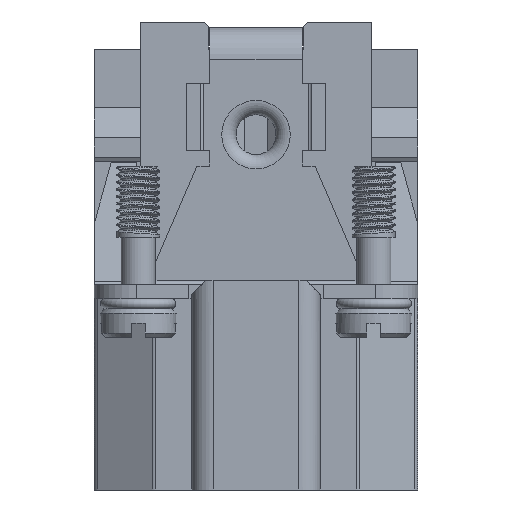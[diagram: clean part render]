
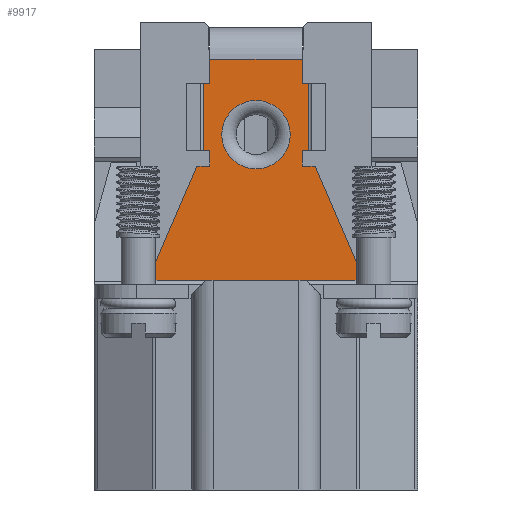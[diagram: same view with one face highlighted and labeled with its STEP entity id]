
A CAD part, left-side view. The second image highlights one B-rep face of the part: STEP entity #9917.
In plain terms, the highlighted planar face has unit normal (-1, 0, 0).
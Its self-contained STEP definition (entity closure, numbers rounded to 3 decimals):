
#1254=PLANE('',#31318);
#4778=LINE('',#54863,#7417);
#4785=LINE('',#54883,#7424);
#4798=LINE('',#54916,#7437);
#4810=LINE('',#54944,#7449);
#4814=LINE('',#54958,#7453);
#4820=LINE('',#54971,#7459);
#4825=LINE('',#54984,#7464);
#4827=LINE('',#54988,#7466);
#4828=LINE('',#54990,#7467);
#4836=LINE('',#55014,#7475);
#4837=LINE('',#55017,#7476);
#4838=LINE('',#55019,#7477);
#4839=LINE('',#55021,#7478);
#4840=LINE('',#55023,#7479);
#4841=LINE('',#55025,#7480);
#4842=LINE('',#55027,#7481);
#4843=LINE('',#55029,#7482);
#4844=LINE('',#55031,#7483);
#4845=LINE('',#55032,#7484);
#4846=LINE('',#55033,#7485);
#4847=LINE('',#55034,#7486);
#4848=LINE('',#55035,#7487);
#4849=LINE('',#55037,#7488);
#4850=LINE('',#55039,#7489);
#4851=LINE('',#55041,#7490);
#4852=LINE('',#55043,#7491);
#7417=VECTOR('',#37029,1.);
#7424=VECTOR('',#37044,1.);
#7437=VECTOR('',#37069,1.);
#7449=VECTOR('',#37095,1.);
#7453=VECTOR('',#37107,1.);
#7459=VECTOR('',#37119,1.);
#7464=VECTOR('',#37130,1.);
#7466=VECTOR('',#37134,1.);
#7467=VECTOR('',#37137,1.);
#7475=VECTOR('',#37165,1.);
#7476=VECTOR('',#37166,1.);
#7477=VECTOR('',#37167,1.);
#7478=VECTOR('',#37168,1.);
#7479=VECTOR('',#37169,1.);
#7480=VECTOR('',#37170,1.);
#7481=VECTOR('',#37171,1.);
#7482=VECTOR('',#37172,1.);
#7483=VECTOR('',#37173,1.);
#7484=VECTOR('',#37174,1.);
#7485=VECTOR('',#37175,1.);
#7486=VECTOR('',#37176,1.);
#7487=VECTOR('',#37177,1.);
#7488=VECTOR('',#37178,1.);
#7489=VECTOR('',#37179,1.);
#7490=VECTOR('',#37180,1.);
#7491=VECTOR('',#37181,1.);
#9917=ADVANCED_FACE('',(#11053,#11054),#1254,.T.);
#11053=FACE_BOUND('',#12323,.T.);
#11054=FACE_BOUND('',#12324,.T.);
#12323=EDGE_LOOP('',(#18138));
#12324=EDGE_LOOP('',(#18139,#18140,#18141,#18142,#18143,#18144,#18145,#18146,
#18147,#18148,#18149,#18150,#18151,#18152,#18153,#18154,#18155,#18156,#18157,
#18158,#18159,#18160,#18161,#18162,#18163,#18164));
#18138=ORIENTED_EDGE('',*,*,#27276,.T.);
#18139=ORIENTED_EDGE('',*,*,#27277,.F.);
#18140=ORIENTED_EDGE('',*,*,#27278,.T.);
#18141=ORIENTED_EDGE('',*,*,#27279,.F.);
#18142=ORIENTED_EDGE('',*,*,#27280,.F.);
#18143=ORIENTED_EDGE('',*,*,#27281,.F.);
#18144=ORIENTED_EDGE('',*,*,#27282,.F.);
#18145=ORIENTED_EDGE('',*,*,#27283,.T.);
#18146=ORIENTED_EDGE('',*,*,#27284,.F.);
#18147=ORIENTED_EDGE('',*,*,#27285,.T.);
#18148=ORIENTED_EDGE('',*,*,#27241,.T.);
#18149=ORIENTED_EDGE('',*,*,#27248,.F.);
#18150=ORIENTED_EDGE('',*,*,#27286,.T.);
#18151=ORIENTED_EDGE('',*,*,#27255,.T.);
#18152=ORIENTED_EDGE('',*,*,#27262,.T.);
#18153=ORIENTED_EDGE('',*,*,#27264,.T.);
#18154=ORIENTED_EDGE('',*,*,#27287,.T.);
#18155=ORIENTED_EDGE('',*,*,#27265,.T.);
#18156=ORIENTED_EDGE('',*,*,#27288,.T.);
#18157=ORIENTED_EDGE('',*,*,#27227,.T.);
#18158=ORIENTED_EDGE('',*,*,#27210,.F.);
#18159=ORIENTED_EDGE('',*,*,#27200,.T.);
#18160=ORIENTED_EDGE('',*,*,#27289,.T.);
#18161=ORIENTED_EDGE('',*,*,#27290,.F.);
#18162=ORIENTED_EDGE('',*,*,#27291,.T.);
#18163=ORIENTED_EDGE('',*,*,#27292,.F.);
#18164=ORIENTED_EDGE('',*,*,#27293,.F.);
#23511=VERTEX_POINT('',#54862);
#23512=VERTEX_POINT('',#54864);
#23521=VERTEX_POINT('',#54884);
#23534=VERTEX_POINT('',#54913);
#23543=VERTEX_POINT('',#54943);
#23544=VERTEX_POINT('',#54945);
#23549=VERTEX_POINT('',#54957);
#23554=VERTEX_POINT('',#54972);
#23555=VERTEX_POINT('',#54973);
#23558=VERTEX_POINT('',#54983);
#23559=VERTEX_POINT('',#54987);
#23560=VERTEX_POINT('',#54991);
#23561=VERTEX_POINT('',#54992);
#23565=VERTEX_POINT('',#55013);
#23566=VERTEX_POINT('',#55015);
#23567=VERTEX_POINT('',#55016);
#23568=VERTEX_POINT('',#55018);
#23569=VERTEX_POINT('',#55020);
#23570=VERTEX_POINT('',#55022);
#23571=VERTEX_POINT('',#55024);
#23572=VERTEX_POINT('',#55026);
#23573=VERTEX_POINT('',#55028);
#23574=VERTEX_POINT('',#55030);
#23575=VERTEX_POINT('',#55036);
#23576=VERTEX_POINT('',#55038);
#23577=VERTEX_POINT('',#55040);
#23578=VERTEX_POINT('',#55042);
#27200=EDGE_CURVE('',#23512,#23511,#4778,.T.);
#27210=EDGE_CURVE('',#23512,#23521,#4785,.T.);
#27227=EDGE_CURVE('',#23534,#23521,#4798,.T.);
#27241=EDGE_CURVE('',#23544,#23543,#4810,.T.);
#27248=EDGE_CURVE('',#23549,#23543,#4814,.T.);
#27255=EDGE_CURVE('',#23554,#23555,#4820,.T.);
#27262=EDGE_CURVE('',#23555,#23558,#4825,.T.);
#27264=EDGE_CURVE('',#23558,#23559,#4827,.T.);
#27265=EDGE_CURVE('',#23560,#23561,#4828,.T.);
#27276=EDGE_CURVE('',#23565,#23565,#29479,.T.);
#27277=EDGE_CURVE('',#23566,#23567,#4836,.T.);
#27278=EDGE_CURVE('',#23566,#23568,#4837,.T.);
#27279=EDGE_CURVE('',#23569,#23568,#4838,.T.);
#27280=EDGE_CURVE('',#23570,#23569,#4839,.T.);
#27281=EDGE_CURVE('',#23571,#23570,#4840,.T.);
#27282=EDGE_CURVE('',#23572,#23571,#4841,.T.);
#27283=EDGE_CURVE('',#23572,#23573,#4842,.T.);
#27284=EDGE_CURVE('',#23574,#23573,#4843,.T.);
#27285=EDGE_CURVE('',#23574,#23544,#4844,.T.);
#27286=EDGE_CURVE('',#23549,#23554,#4845,.T.);
#27287=EDGE_CURVE('',#23559,#23560,#4846,.T.);
#27288=EDGE_CURVE('',#23561,#23534,#4847,.T.);
#27289=EDGE_CURVE('',#23511,#23575,#4848,.T.);
#27290=EDGE_CURVE('',#23576,#23575,#4849,.T.);
#27291=EDGE_CURVE('',#23576,#23577,#4850,.T.);
#27292=EDGE_CURVE('',#23578,#23577,#4851,.T.);
#27293=EDGE_CURVE('',#23567,#23578,#4852,.T.);
#29479=CIRCLE('',#31317,2.4);
#31317=AXIS2_PLACEMENT_3D('',#55012,#37163,#37164);
#31318=AXIS2_PLACEMENT_3D('',#55044,#37182,#37183);
#37029=DIRECTION('',(0.,0.,1.));
#37044=DIRECTION('',(0.,1.,0.));
#37069=DIRECTION('',(0.,0.,-1.));
#37095=DIRECTION('',(0.,0.,-1.));
#37107=DIRECTION('',(0.,-1.,0.));
#37119=DIRECTION('',(0.,-1.,0.));
#37130=DIRECTION('',(0.,0.,-1.));
#37134=DIRECTION('',(0.,1.,0.));
#37137=DIRECTION('',(0.,0.,-1.));
#37163=DIRECTION('',(1.,0.,0.));
#37164=DIRECTION('',(0.,0.,1.));
#37165=DIRECTION('',(0.,0.,-1.));
#37166=DIRECTION('',(0.,0.394,0.919));
#37167=DIRECTION('',(0.,-1.,0.));
#37168=DIRECTION('',(0.,0.,-1.));
#37169=DIRECTION('',(0.,1.,0.));
#37170=DIRECTION('',(0.,0.,-1.));
#37171=DIRECTION('',(0.,1.,0.));
#37172=DIRECTION('',(0.,0.,-1.));
#37173=DIRECTION('',(0.,1.,0.));
#37174=DIRECTION('',(0.,0.,-1.));
#37175=DIRECTION('',(0.,0.394,-0.919));
#37176=DIRECTION('',(0.,-1.,0.));
#37177=DIRECTION('',(0.,-1.,0.));
#37178=DIRECTION('',(0.,0.,1.));
#37179=DIRECTION('',(0.,-1.,0.));
#37180=DIRECTION('',(0.,0.,-1.));
#37181=DIRECTION('',(0.,1.,0.));
#37182=DIRECTION('',(-1.,0.,0.));
#37183=DIRECTION('',(0.,0.,1.));
#54862=CARTESIAN_POINT('',(-20.7,1.35,-16.305));
#54863=CARTESIAN_POINT('',(-20.7,1.35,-17.7));
#54864=CARTESIAN_POINT('',(-20.7,1.35,-16.5));
#54883=CARTESIAN_POINT('',(-20.7,9.646,-16.5));
#54884=CARTESIAN_POINT('',(-20.7,2.35,-16.5));
#54913=CARTESIAN_POINT('',(-20.7,2.35,-16.2));
#54916=CARTESIAN_POINT('',(-20.7,2.35,-16.2));
#54943=CARTESIAN_POINT('',(-20.7,3.25,-2.4));
#54944=CARTESIAN_POINT('',(-20.7,3.25,-17.7));
#54945=CARTESIAN_POINT('',(-20.7,3.25,-0.7));
#54957=CARTESIAN_POINT('',(-20.7,3.7,-2.4));
#54958=CARTESIAN_POINT('',(-20.7,4.6,-2.4));
#54971=CARTESIAN_POINT('',(-20.7,4.65,-7.1));
#54972=CARTESIAN_POINT('',(-20.7,3.7,-7.1));
#54973=CARTESIAN_POINT('',(-20.7,3.25,-7.1));
#54983=CARTESIAN_POINT('',(-20.7,3.25,-8.2));
#54984=CARTESIAN_POINT('',(-20.7,3.25,-17.7));
#54987=CARTESIAN_POINT('',(-20.7,4.15,-8.2));
#54988=CARTESIAN_POINT('',(-20.7,4.5,-8.2));
#54990=CARTESIAN_POINT('',(-20.7,7.15,-13.2));
#54991=CARTESIAN_POINT('',(-20.7,7.15,-15.2));
#54992=CARTESIAN_POINT('',(-20.7,7.15,-16.2));
#55012=CARTESIAN_POINT('',(-20.7,0.,-6.));
#55013=CARTESIAN_POINT('',(-20.7,0.,-3.6));
#55014=CARTESIAN_POINT('',(-20.7,-7.15,-13.2));
#55015=CARTESIAN_POINT('',(-20.7,-7.15,-15.2));
#55016=CARTESIAN_POINT('',(-20.7,-7.15,-16.2));
#55017=CARTESIAN_POINT('',(-20.7,-6.946,-14.723));
#55018=CARTESIAN_POINT('',(-20.7,-4.15,-8.2));
#55019=CARTESIAN_POINT('',(-20.7,-4.5,-8.2));
#55020=CARTESIAN_POINT('',(-20.7,-3.25,-8.2));
#55021=CARTESIAN_POINT('',(-20.7,-3.25,-17.7));
#55022=CARTESIAN_POINT('',(-20.7,-3.25,-7.1));
#55023=CARTESIAN_POINT('',(-20.7,-4.65,-7.1));
#55024=CARTESIAN_POINT('',(-20.7,-3.7,-7.1));
#55025=CARTESIAN_POINT('',(-20.7,-3.7,-9.7));
#55026=CARTESIAN_POINT('',(-20.7,-3.7,-2.4));
#55027=CARTESIAN_POINT('',(-20.7,-4.6,-2.4));
#55028=CARTESIAN_POINT('',(-20.7,-3.25,-2.4));
#55029=CARTESIAN_POINT('',(-20.7,-3.25,-17.7));
#55030=CARTESIAN_POINT('',(-20.7,-3.25,-0.7));
#55031=CARTESIAN_POINT('',(-20.7,-4.5,-0.7));
#55032=CARTESIAN_POINT('',(-20.7,3.7,-9.7));
#55033=CARTESIAN_POINT('',(-20.7,6.946,-14.723));
#55034=CARTESIAN_POINT('',(-20.7,11.25,-16.2));
#55035=CARTESIAN_POINT('',(-20.7,0.,-16.305));
#55036=CARTESIAN_POINT('',(-20.7,-1.35,-16.305));
#55037=CARTESIAN_POINT('',(-20.7,-1.35,-17.7));
#55038=CARTESIAN_POINT('',(-20.7,-1.35,-16.5));
#55039=CARTESIAN_POINT('',(-20.7,-9.646,-16.5));
#55040=CARTESIAN_POINT('',(-20.7,-2.35,-16.5));
#55041=CARTESIAN_POINT('',(-20.7,-2.35,-16.2));
#55042=CARTESIAN_POINT('',(-20.7,-2.35,-16.2));
#55043=CARTESIAN_POINT('',(-20.7,-11.25,-16.2));
#55044=CARTESIAN_POINT('',(-20.7,0.,-17.7));
